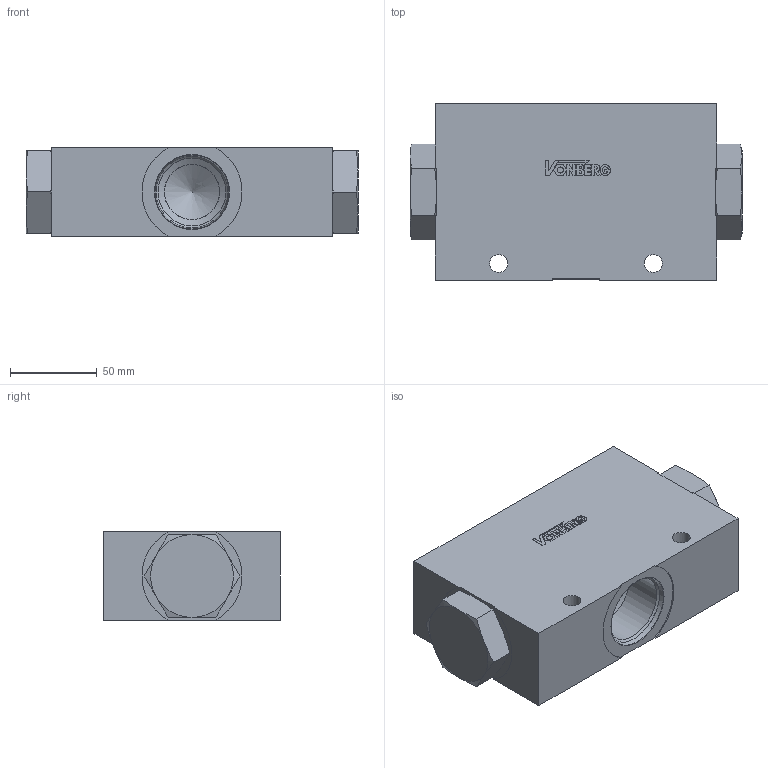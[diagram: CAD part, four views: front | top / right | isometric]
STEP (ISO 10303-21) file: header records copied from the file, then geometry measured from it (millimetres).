
FILE_DESCRIPTION((''),'2;1');
FILE_NAME('27061-220.stp','2015-01-26T11:02:38',('jml'),(''),'Autodesk Inventor 2010','Autodesk Inventor 2010','');
FILE_SCHEMA(('AUTOMOTIVE_DESIGN { 1 0 10303 214 1 1 1 1 }'));
Length unit declared in the file: inch
Products named in the file (4): 27051-220 (LevelofDetail1); 300021; 220323; 920 O-RING
Assembly tree (5 placements, depth 2):
  27051-220 (LevelofDetail1)
    300021
    220323  x2
    920 O-RING  x2
Bounding box: 191.01 x 101.6 x 50.8 mm (x, y, z)
Volume: 654811.7 mm3; surface area: 107857.8 mm2
Topology: 7 solids, 7 shells, 210 faces, 491 edges, 316 vertices
Faces by surface type: plane 116, cone 40, cylinder 27, bspline 20, torus 7
Full cylindrical faces by diameter (mm): 3.48 x1, 38.329 x2, 41.275 x2, 48.514 x2
Entity records: 5449 total; most frequent: CARTESIAN_POINT 1307, DIRECTION 797, ORIENTED_EDGE 756, EDGE_CURVE 378, AXIS2_PLACEMENT_3D 276, VERTEX_POINT 266, EDGE_LOOP 248, VECTOR 245
